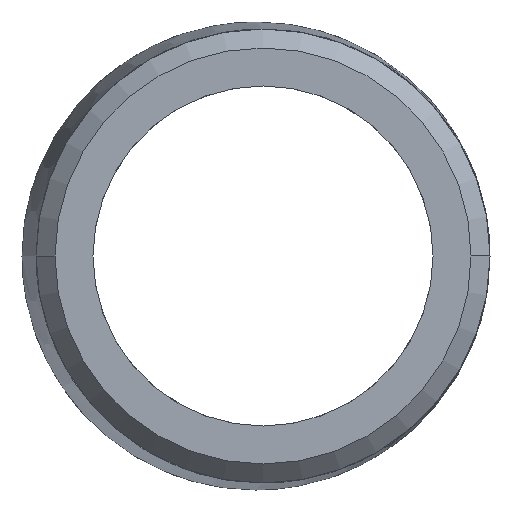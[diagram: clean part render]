
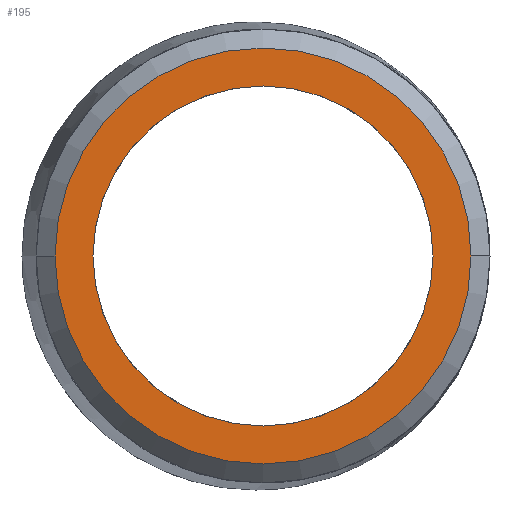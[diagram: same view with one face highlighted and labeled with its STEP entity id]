
A CAD part, left-side view. The second image highlights one B-rep face of the part: STEP entity #195.
In plain terms, the highlighted planar face has unit normal (-1, 0, 0).
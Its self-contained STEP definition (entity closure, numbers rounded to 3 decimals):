
#135 = EDGE_CURVE( '', #261, #207, #350, .T. );
#151 = VERTEX_POINT( '', #369 );
#195 = ADVANCED_FACE( '', ( #417, #418 ), #419, .F. );
#207 = VERTEX_POINT( '', #433 );
#215 = EDGE_CURVE( '', #309, #151, #441, .T. );
#253 = EDGE_CURVE( '', #207, #261, #483, .T. );
#261 = VERTEX_POINT( '', #492 );
#269 = EDGE_CURVE( '', #151, #309, #500, .T. );
#309 = VERTEX_POINT( '', #543 );
#350 = CIRCLE( '', #591, 80. );
#369 = CARTESIAN_POINT( '', ( 0., -2.7, 65.4 ) );
#417 = FACE_OUTER_BOUND( '', #1254, .T. );
#418 = FACE_BOUND( '', #1255, .T. );
#419 = PLANE( '', #1256 );
#433 = CARTESIAN_POINT( '', ( 0., -2.7, 80. ) );
#441 = CIRCLE( '', #1299, 65.4 );
#483 = CIRCLE( '', #1670, 80. );
#492 = CARTESIAN_POINT( '', ( 0., -2.7, -80. ) );
#500 = CIRCLE( '', #1712, 65.4 );
#543 = CARTESIAN_POINT( '', ( 0., -2.7, -65.4 ) );
#591 = AXIS2_PLACEMENT_3D( '', #2137, #2138, #2139 );
#1254 = EDGE_LOOP( '', ( #2215, #2216 ) );
#1255 = EDGE_LOOP( '', ( #2217, #2218 ) );
#1256 = AXIS2_PLACEMENT_3D( '', #2219, #2220, #2221 );
#1299 = AXIS2_PLACEMENT_3D( '', #2231, #2232, #2233 );
#1670 = AXIS2_PLACEMENT_3D( '', #2275, #2276, #2277 );
#1712 = AXIS2_PLACEMENT_3D( '', #2293, #2294, #2295 );
#2137 = CARTESIAN_POINT( '', ( 0., -2.7, 0. ) );
#2138 = DIRECTION( '', ( 1., 0., 0. ) );
#2139 = DIRECTION( '', ( 0., 0., -1. ) );
#2215 = ORIENTED_EDGE( '', *, *, #135, .F. );
#2216 = ORIENTED_EDGE( '', *, *, #253, .F. );
#2217 = ORIENTED_EDGE( '', *, *, #215, .F. );
#2218 = ORIENTED_EDGE( '', *, *, #269, .F. );
#2219 = CARTESIAN_POINT( '', ( 0., 0., 0. ) );
#2220 = DIRECTION( '', ( 1., 0., 0. ) );
#2221 = DIRECTION( '', ( 0., 0., -1. ) );
#2231 = CARTESIAN_POINT( '', ( 0., -2.7, 0. ) );
#2232 = DIRECTION( '', ( -1., 0., 0. ) );
#2233 = DIRECTION( '', ( 0., 0., -1. ) );
#2275 = CARTESIAN_POINT( '', ( 0., -2.7, 0. ) );
#2276 = DIRECTION( '', ( 1., 0., 0. ) );
#2277 = DIRECTION( '', ( 0., 0., -1. ) );
#2293 = CARTESIAN_POINT( '', ( 0., -2.7, 0. ) );
#2294 = DIRECTION( '', ( -1., 0., 0. ) );
#2295 = DIRECTION( '', ( 0., 0., -1. ) );
